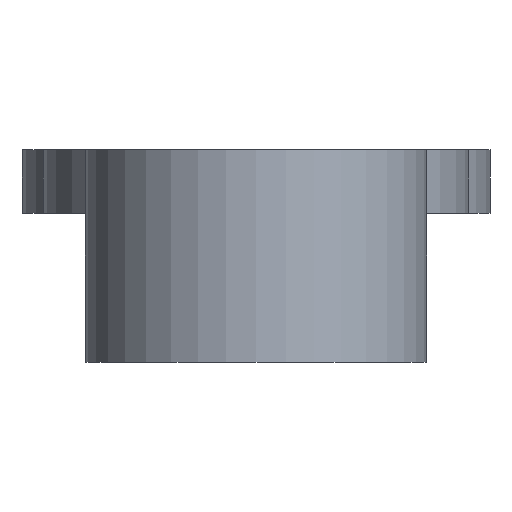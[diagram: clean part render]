
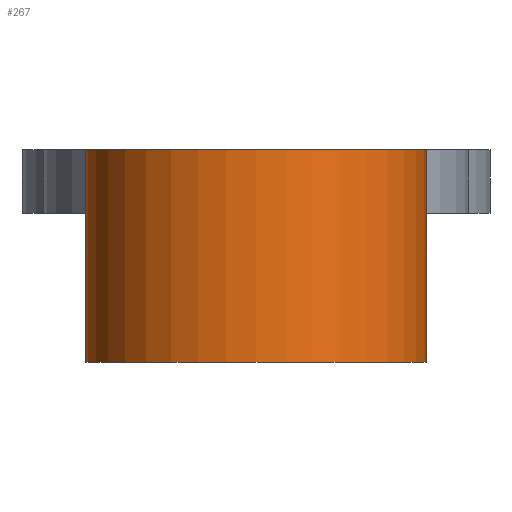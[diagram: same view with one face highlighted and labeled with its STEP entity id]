
A CAD part, front view. The second image highlights one B-rep face of the part: STEP entity #267.
In plain terms, the highlighted cylindrical face has radius 8.015 mm (diameter 16.03 mm), a full revolution.
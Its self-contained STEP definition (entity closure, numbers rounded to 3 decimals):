
#58=CIRCLE('',#341,8.015);
#59=CIRCLE('',#342,8.015);
#84=FACE_OUTER_BOUND('',#109,.T.);
#109=EDGE_LOOP('',(#235,#236,#237,#238));
#122=LINE('',#574,#131);
#131=VECTOR('',#426,8.015);
#154=VERTEX_POINT('',#571);
#155=VERTEX_POINT('',#573);
#182=EDGE_CURVE('',#154,#154,#58,.T.);
#183=EDGE_CURVE('',#154,#155,#122,.T.);
#184=EDGE_CURVE('',#155,#155,#59,.T.);
#235=ORIENTED_EDGE('',*,*,#182,.F.);
#236=ORIENTED_EDGE('',*,*,#183,.T.);
#237=ORIENTED_EDGE('',*,*,#184,.T.);
#238=ORIENTED_EDGE('',*,*,#183,.F.);
#251=CYLINDRICAL_SURFACE('',#340,8.015);
#267=ADVANCED_FACE('',(#84),#251,.T.);
#340=AXIS2_PLACEMENT_3D('',#570,#422,#423);
#341=AXIS2_PLACEMENT_3D('',#572,#424,#425);
#342=AXIS2_PLACEMENT_3D('',#575,#427,#428);
#422=DIRECTION('center_axis',(0.,0.,1.));
#423=DIRECTION('ref_axis',(-1.,0.,0.));
#424=DIRECTION('center_axis',(0.,0.,
1.));
#425=DIRECTION('ref_axis',(-1.,0.,0.));
#426=DIRECTION('',(0.,0.,-1.));
#427=DIRECTION('center_axis',(0.,0.,
1.));
#428=DIRECTION('ref_axis',(-1.,0.,0.));
#570=CARTESIAN_POINT('Origin',(494.983,65.,-15.));
#571=CARTESIAN_POINT('',(502.998,65.,-5.));
#572=CARTESIAN_POINT('Origin',(494.983,65.,-5.));
#573=CARTESIAN_POINT('',(502.998,65.,-15.));
#574=CARTESIAN_POINT('',(502.998,65.,-15.));
#575=CARTESIAN_POINT('Origin',(494.983,65.,-15.));
